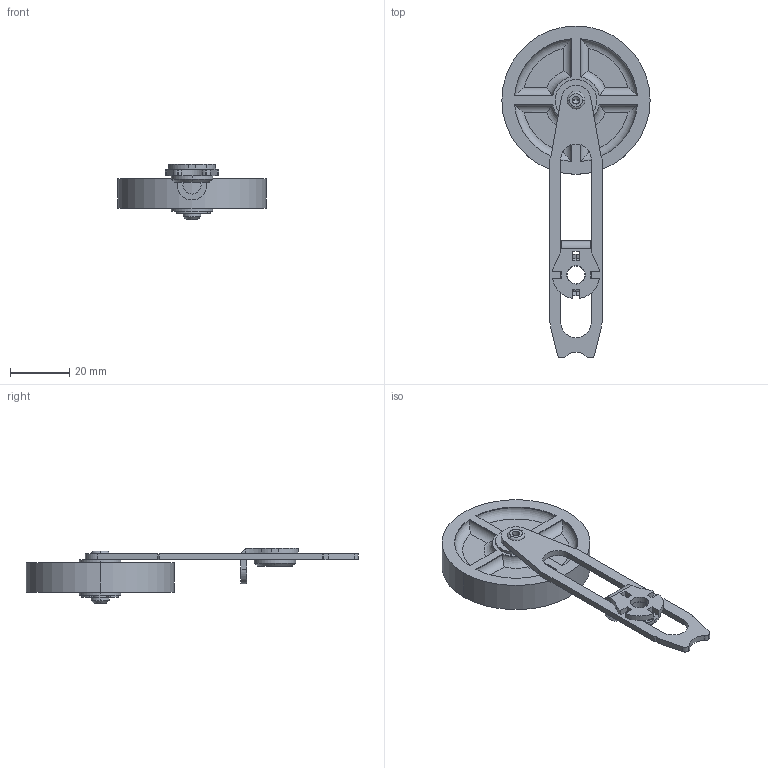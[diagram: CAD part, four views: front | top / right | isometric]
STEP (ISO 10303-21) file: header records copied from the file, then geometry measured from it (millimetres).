
FILE_DESCRIPTION(('STEP AP242'),'1');
FILE_NAME('zcky49.stp','2021-04-06T14:30:08',('TraceParts'),('TraceParts S.A.'),'Spatial InterOp 3D',' ',' ');
FILE_SCHEMA(('AP242_MANAGED_MODEL_BASED_3D_ENGINEERING_MIM_LF {1 0 10303 442 1 1 4}'));
Length unit declared in the file: millimetre
Products named in the file (1): zcky49_1
Bounding box: 50 x 111.91 x 18.67 mm (x, y, z)
Volume: 17273.1 mm3; surface area: 11728.9 mm2
Topology: 8 solids, 8 shells, 227 faces, 542 edges, 345 vertices
Faces by surface type: cylinder 107, plane 88, torus 22, cone 10
Entity records: 6983 total; most frequent: CARTESIAN_POINT 1514, DIRECTION 1200, ORIENTED_EDGE 1080, EDGE_CURVE 540, AXIS2_PLACEMENT_3D 459, VERTEX_POINT 345, LINE 282, VECTOR 282
